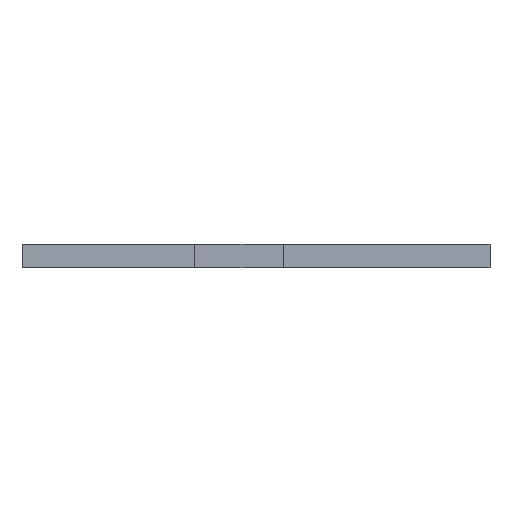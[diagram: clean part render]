
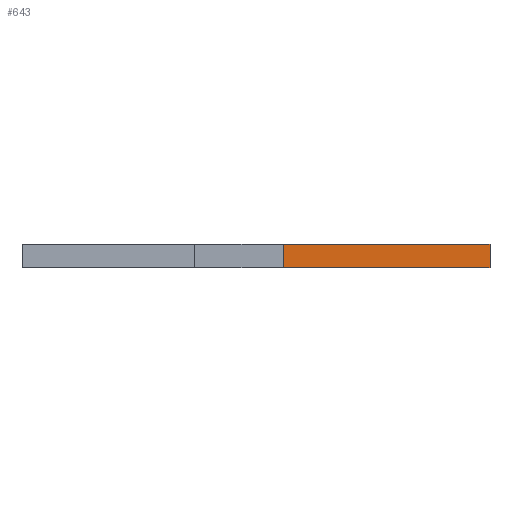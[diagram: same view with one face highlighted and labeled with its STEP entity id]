
A CAD part, front view. The second image highlights one B-rep face of the part: STEP entity #643.
In plain terms, the highlighted planar face has unit normal (0, -1, 0).
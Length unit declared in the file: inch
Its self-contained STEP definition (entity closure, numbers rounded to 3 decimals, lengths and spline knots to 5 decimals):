
#9 = DIRECTION ( 'NONE',  ( 0., 1., 0. ) ) ;
#26 = DIRECTION ( 'NONE',  ( 1., 0., 0. ) ) ;
#43 = VECTOR ( 'NONE', #974, 39.37008 ) ;
#117 = DIRECTION ( 'NONE',  ( 1., 0., 0. ) ) ;
#130 = VERTEX_POINT ( 'NONE', #235 ) ;
#138 = LINE ( 'NONE', #733, #43 ) ;
#235 = CARTESIAN_POINT ( 'NONE',  ( 1., -2., 0. ) ) ;
#257 = LINE ( 'NONE', #866, #390 ) ;
#282 = CARTESIAN_POINT ( 'NONE',  ( 0.11724, -2., 0. ) ) ;
#347 = ORIENTED_EDGE ( 'NONE', *, *, #744, .F. ) ;
#358 = ORIENTED_EDGE ( 'NONE', *, *, #374, .T. ) ;
#374 = EDGE_CURVE ( 'NONE', #640, #130, #789, .T. ) ;
#390 = VECTOR ( 'NONE', #26, 39.37008 ) ;
#407 = DIRECTION ( 'NONE',  ( 0., 0., -1. ) ) ;
#469 = ORIENTED_EDGE ( 'NONE', *, *, #523, .F. ) ;
#470 = VECTOR ( 'NONE', #407, 39.37008 ) ;
#523 = EDGE_CURVE ( 'NONE', #714, #130, #828, .T. ) ;
#531 = CARTESIAN_POINT ( 'NONE',  ( 0.11724, -2., 0.1 ) ) ;
#625 = PLANE ( 'NONE',  #647 ) ;
#636 = CARTESIAN_POINT ( 'NONE',  ( -1., -2., 0. ) ) ;
#640 = VERTEX_POINT ( 'NONE', #282 ) ;
#643 = ADVANCED_FACE ( 'NONE', ( #1020 ), #625, .F. ) ;
#647 = AXIS2_PLACEMENT_3D ( 'NONE', #872, #9, #684 ) ;
#677 = CARTESIAN_POINT ( 'NONE',  ( 1., -2., 0.1 ) ) ;
#684 = DIRECTION ( 'NONE',  ( -1., 0., 0. ) ) ;
#714 = VERTEX_POINT ( 'NONE', #894 ) ;
#733 = CARTESIAN_POINT ( 'NONE',  ( 0.11724, -2., 0. ) ) ;
#744 = EDGE_CURVE ( 'NONE', #640, #1072, #138, .T. ) ;
#773 = ORIENTED_EDGE ( 'NONE', *, *, #1022, .F. ) ;
#789 = LINE ( 'NONE', #636, #1045 ) ;
#828 = LINE ( 'NONE', #677, #470 ) ;
#866 = CARTESIAN_POINT ( 'NONE',  ( -1., -2., 0.1 ) ) ;
#872 = CARTESIAN_POINT ( 'NONE',  ( -1., -2., 0.1 ) ) ;
#894 = CARTESIAN_POINT ( 'NONE',  ( 1., -2., 0.1 ) ) ;
#974 = DIRECTION ( 'NONE',  ( 0., 0., 1. ) ) ;
#1020 = FACE_OUTER_BOUND ( 'NONE', #1047, .T. ) ;
#1022 = EDGE_CURVE ( 'NONE', #1072, #714, #257, .T. ) ;
#1045 = VECTOR ( 'NONE', #117, 39.37008 ) ;
#1047 = EDGE_LOOP ( 'NONE', ( #773, #347, #358, #469 ) ) ;
#1072 = VERTEX_POINT ( 'NONE', #531 ) ;
